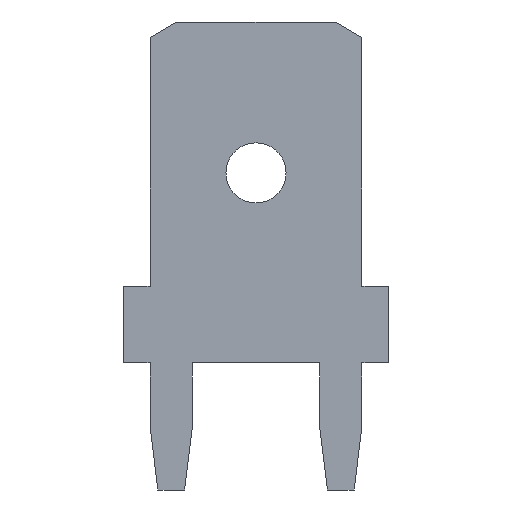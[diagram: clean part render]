
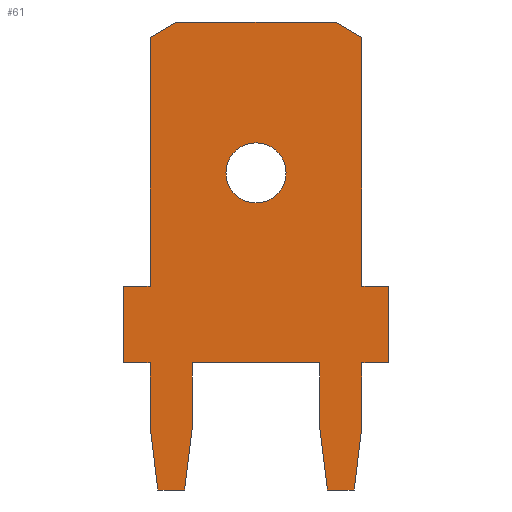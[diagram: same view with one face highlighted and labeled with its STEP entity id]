
A CAD part, front view. The second image highlights one B-rep face of the part: STEP entity #61.
In plain terms, the highlighted planar face has unit normal (0, -1, 0).
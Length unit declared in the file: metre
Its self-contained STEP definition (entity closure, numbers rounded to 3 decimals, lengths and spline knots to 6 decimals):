
#61 = ADVANCED_FACE( '', ( #135, #136 ), #137, .T. );
#135 = FACE_OUTER_BOUND( '', #220, .T. );
#136 = FACE_BOUND( '', #221, .T. );
#137 = PLANE( '', #222 );
#220 = EDGE_LOOP( '', ( #326, #327, #328, #329, #330, #331, #332, #333, #334, #335, #336, #337, #338, #339, #340, #341, #342, #343, #344, #345, #346, #347 ) );
#221 = EDGE_LOOP( '', ( #348 ) );
#222 = AXIS2_PLACEMENT_3D( '', #349, #350, #351 );
#326 = ORIENTED_EDGE( '', *, *, #543, .F. );
#327 = ORIENTED_EDGE( '', *, *, #544, .T. );
#328 = ORIENTED_EDGE( '', *, *, #545, .T. );
#329 = ORIENTED_EDGE( '', *, *, #546, .T. );
#330 = ORIENTED_EDGE( '', *, *, #547, .T. );
#331 = ORIENTED_EDGE( '', *, *, #548, .T. );
#332 = ORIENTED_EDGE( '', *, *, #549, .T. );
#333 = ORIENTED_EDGE( '', *, *, #523, .T. );
#334 = ORIENTED_EDGE( '', *, *, #550, .T. );
#335 = ORIENTED_EDGE( '', *, *, #551, .T. );
#336 = ORIENTED_EDGE( '', *, *, #540, .T. );
#337 = ORIENTED_EDGE( '', *, *, #552, .F. );
#338 = ORIENTED_EDGE( '', *, *, #553, .F. );
#339 = ORIENTED_EDGE( '', *, *, #554, .F. );
#340 = ORIENTED_EDGE( '', *, *, #555, .F. );
#341 = ORIENTED_EDGE( '', *, *, #518, .F. );
#342 = ORIENTED_EDGE( '', *, *, #533, .F. );
#343 = ORIENTED_EDGE( '', *, *, #556, .F. );
#344 = ORIENTED_EDGE( '', *, *, #528, .F. );
#345 = ORIENTED_EDGE( '', *, *, #557, .F. );
#346 = ORIENTED_EDGE( '', *, *, #558, .F. );
#347 = ORIENTED_EDGE( '', *, *, #559, .F. );
#348 = ORIENTED_EDGE( '', *, *, #536, .F. );
#349 = CARTESIAN_POINT( '', ( -0.00153, -0.0004, 0.0032 ) );
#350 = DIRECTION( '', ( 0., -1., 0. ) );
#351 = DIRECTION( '', ( 1., 0., 0. ) );
#518 = EDGE_CURVE( '', #612, #614, #615, .T. );
#523 = EDGE_CURVE( '', #623, #621, #624, .T. );
#528 = EDGE_CURVE( '', #630, #632, #633, .T. );
#533 = EDGE_CURVE( '', #638, #612, #640, .T. );
#536 = EDGE_CURVE( '', #644, #644, #645, .T. );
#540 = EDGE_CURVE( '', #652, #650, #653, .T. );
#543 = EDGE_CURVE( '', #656, #657, #658, .T. );
#544 = EDGE_CURVE( '', #656, #659, #660, .T. );
#545 = EDGE_CURVE( '', #659, #661, #662, .T. );
#546 = EDGE_CURVE( '', #661, #663, #664, .T. );
#547 = EDGE_CURVE( '', #663, #665, #666, .T. );
#548 = EDGE_CURVE( '', #665, #667, #668, .T. );
#549 = EDGE_CURVE( '', #667, #623, #669, .T. );
#550 = EDGE_CURVE( '', #621, #670, #671, .T. );
#551 = EDGE_CURVE( '', #670, #652, #672, .T. );
#552 = EDGE_CURVE( '', #673, #650, #674, .T. );
#553 = EDGE_CURVE( '', #675, #673, #676, .T. );
#554 = EDGE_CURVE( '', #677, #675, #678, .T. );
#555 = EDGE_CURVE( '', #614, #677, #679, .T. );
#556 = EDGE_CURVE( '', #632, #638, #680, .T. );
#557 = EDGE_CURVE( '', #681, #630, #682, .T. );
#558 = EDGE_CURVE( '', #683, #681, #684, .T. );
#559 = EDGE_CURVE( '', #657, #683, #685, .T. );
#612 = VERTEX_POINT( '', #752 );
#614 = VERTEX_POINT( '', #755 );
#615 = LINE( '', #756, #757 );
#621 = VERTEX_POINT( '', #765 );
#623 = VERTEX_POINT( '', #768 );
#624 = LINE( '', #769, #770 );
#630 = VERTEX_POINT( '', #778 );
#632 = VERTEX_POINT( '', #781 );
#633 = LINE( '', #782, #783 );
#638 = VERTEX_POINT( '', #790 );
#640 = LINE( '', #793, #794 );
#644 = VERTEX_POINT( '', #798 );
#645 = CIRCLE( '', #799, 0.0009 );
#650 = VERTEX_POINT( '', #805 );
#652 = VERTEX_POINT( '', #808 );
#653 = LINE( '', #809, #810 );
#656 = VERTEX_POINT( '', #814 );
#657 = VERTEX_POINT( '', #815 );
#658 = LINE( '', #816, #817 );
#659 = VERTEX_POINT( '', #818 );
#660 = LINE( '', #819, #820 );
#661 = VERTEX_POINT( '', #821 );
#662 = LINE( '', #822, #823 );
#663 = VERTEX_POINT( '', #824 );
#664 = LINE( '', #825, #826 );
#665 = VERTEX_POINT( '', #827 );
#666 = LINE( '', #828, #829 );
#667 = VERTEX_POINT( '', #830 );
#668 = LINE( '', #831, #832 );
#669 = LINE( '', #833, #834 );
#670 = VERTEX_POINT( '', #835 );
#671 = LINE( '', #836, #837 );
#672 = LINE( '', #838, #839 );
#673 = VERTEX_POINT( '', #840 );
#674 = LINE( '', #841, #842 );
#675 = VERTEX_POINT( '', #843 );
#676 = LINE( '', #844, #845 );
#677 = VERTEX_POINT( '', #846 );
#678 = LINE( '', #847, #848 );
#679 = LINE( '', #849, #850 );
#680 = LINE( '', #851, #852 );
#681 = VERTEX_POINT( '', #853 );
#682 = LINE( '', #854, #855 );
#683 = VERTEX_POINT( '', #856 );
#684 = LINE( '', #857, #858 );
#685 = LINE( '', #859, #860 );
#752 = CARTESIAN_POINT( '', ( -0.00396, -0.0004, 0. ) );
#755 = CARTESIAN_POINT( '', ( -0.00396, -0.0004, 0.00229 ) );
#756 = CARTESIAN_POINT( '', ( -0.00396, -0.0004, 0.001145 ) );
#757 = VECTOR( '', #954, 1. );
#765 = CARTESIAN_POINT( '', ( 0.00396, -0.0004, 0.00229 ) );
#768 = CARTESIAN_POINT( '', ( 0.00396, -0.0004, 0. ) );
#769 = CARTESIAN_POINT( '', ( 0.00396, -0.0004, 0.001145 ) );
#770 = VECTOR( '', #958, 1. );
#778 = CARTESIAN_POINT( '', ( -0.00294, -0.0004, -0.00381 ) );
#781 = CARTESIAN_POINT( '', ( -0.003175, -0.0004, -0.001912 ) );
#782 = CARTESIAN_POINT( '', ( -0.003058, -0.0004, -0.002861 ) );
#783 = VECTOR( '', #962, 1. );
#790 = CARTESIAN_POINT( '', ( -0.003175, -0.0004, 0. ) );
#793 = CARTESIAN_POINT( '', ( -0.003568, -0.0004, 0. ) );
#794 = VECTOR( '', #966, 1. );
#798 = CARTESIAN_POINT( '', ( 0., -0.0004, 0.00479 ) );
#799 = AXIS2_PLACEMENT_3D( '', #970, #971, #972 );
#805 = CARTESIAN_POINT( '', ( 0.002375, -0.0004, 0.01021 ) );
#808 = CARTESIAN_POINT( '', ( 0.003175, -0.0004, 0.009748 ) );
#809 = CARTESIAN_POINT( '', ( 0.002775, -0.0004, 0.009979 ) );
#810 = VECTOR( '', #975, 1. );
#814 = CARTESIAN_POINT( '', ( 0.001905, -0.0004, 0. ) );
#815 = CARTESIAN_POINT( '', ( -0.001905, -0.0004, 0. ) );
#816 = CARTESIAN_POINT( '', ( -0.000953, -0.0004, 0. ) );
#817 = VECTOR( '', #977, 1. );
#818 = CARTESIAN_POINT( '', ( 0.001905, -0.0004, -0.001912 ) );
#819 = CARTESIAN_POINT( '', ( 0.001905, -0.0004, -0.000956 ) );
#820 = VECTOR( '', #978, 1. );
#821 = CARTESIAN_POINT( '', ( 0.00214, -0.0004, -0.00381 ) );
#822 = CARTESIAN_POINT( '', ( 0.002023, -0.0004, -0.002861 ) );
#823 = VECTOR( '', #979, 1. );
#824 = CARTESIAN_POINT( '', ( 0.00294, -0.0004, -0.00381 ) );
#825 = CARTESIAN_POINT( '', ( 0.00254, -0.0004, -0.00381 ) );
#826 = VECTOR( '', #980, 1. );
#827 = CARTESIAN_POINT( '', ( 0.003175, -0.0004, -0.001912 ) );
#828 = CARTESIAN_POINT( '', ( 0.003058, -0.0004, -0.002861 ) );
#829 = VECTOR( '', #981, 1. );
#830 = CARTESIAN_POINT( '', ( 0.003175, -0.0004, 0. ) );
#831 = CARTESIAN_POINT( '', ( 0.003175, -0.0004, -0.000956 ) );
#832 = VECTOR( '', #982, 1. );
#833 = CARTESIAN_POINT( '', ( 0.003568, -0.0004, 0. ) );
#834 = VECTOR( '', #983, 1. );
#835 = CARTESIAN_POINT( '', ( 0.003175, -0.0004, 0.00229 ) );
#836 = CARTESIAN_POINT( '', ( 0.003568, -0.0004, 0.00229 ) );
#837 = VECTOR( '', #984, 1. );
#838 = CARTESIAN_POINT( '', ( 0.003175, -0.0004, 0.006019 ) );
#839 = VECTOR( '', #985, 1. );
#840 = CARTESIAN_POINT( '', ( -0.002375, -0.0004, 0.01021 ) );
#841 = CARTESIAN_POINT( '', ( -0.001188, -0.0004, 0.01021 ) );
#842 = VECTOR( '', #986, 1. );
#843 = CARTESIAN_POINT( '', ( -0.003175, -0.0004, 0.009748 ) );
#844 = CARTESIAN_POINT( '', ( -0.002775, -0.0004, 0.009979 ) );
#845 = VECTOR( '', #987, 1. );
#846 = CARTESIAN_POINT( '', ( -0.003175, -0.0004, 0.00229 ) );
#847 = CARTESIAN_POINT( '', ( -0.003175, -0.0004, 0.006019 ) );
#848 = VECTOR( '', #988, 1. );
#849 = CARTESIAN_POINT( '', ( -0.003568, -0.0004, 0.00229 ) );
#850 = VECTOR( '', #989, 1. );
#851 = CARTESIAN_POINT( '', ( -0.003175, -0.0004, -0.000956 ) );
#852 = VECTOR( '', #990, 1. );
#853 = CARTESIAN_POINT( '', ( -0.00214, -0.0004, -0.00381 ) );
#854 = CARTESIAN_POINT( '', ( -0.00254, -0.0004, -0.00381 ) );
#855 = VECTOR( '', #991, 1. );
#856 = CARTESIAN_POINT( '', ( -0.001905, -0.0004, -0.001912 ) );
#857 = CARTESIAN_POINT( '', ( -0.002023, -0.0004, -0.002861 ) );
#858 = VECTOR( '', #992, 1. );
#859 = CARTESIAN_POINT( '', ( -0.001905, -0.0004, -0.000956 ) );
#860 = VECTOR( '', #993, 1. );
#954 = DIRECTION( '', ( 0., 0., 1. ) );
#958 = DIRECTION( '', ( 0., 0., 1. ) );
#962 = DIRECTION( '', ( -0.123, 0., 0.992 ) );
#966 = DIRECTION( '', ( -1., 0., 0. ) );
#970 = CARTESIAN_POINT( '', ( 0., -0.0004, 0.00569 ) );
#971 = DIRECTION( '', ( 0., -1., 0. ) );
#972 = DIRECTION( '', ( 0., 0., -1. ) );
#975 = DIRECTION( '', ( -0.866, 0., 0.5 ) );
#977 = DIRECTION( '', ( -1., 0., 0. ) );
#978 = DIRECTION( '', ( 0., 0., -1. ) );
#979 = DIRECTION( '', ( 0.123, 0., -0.992 ) );
#980 = DIRECTION( '', ( 1., 0., 0. ) );
#981 = DIRECTION( '', ( 0.123, 0., 0.992 ) );
#982 = DIRECTION( '', ( 0., 0., 1. ) );
#983 = DIRECTION( '', ( 1., 0., 0. ) );
#984 = DIRECTION( '', ( -1., 0., 0. ) );
#985 = DIRECTION( '', ( 0., 0., 1. ) );
#986 = DIRECTION( '', ( 1., 0., 0. ) );
#987 = DIRECTION( '', ( 0.866, 0., 0.5 ) );
#988 = DIRECTION( '', ( 0., 0., 1. ) );
#989 = DIRECTION( '', ( 1., 0., 0. ) );
#990 = DIRECTION( '', ( 0., 0., 1. ) );
#991 = DIRECTION( '', ( -1., 0., 0. ) );
#992 = DIRECTION( '', ( -0.123, 0., -0.992 ) );
#993 = DIRECTION( '', ( 0., 0., -1. ) );
